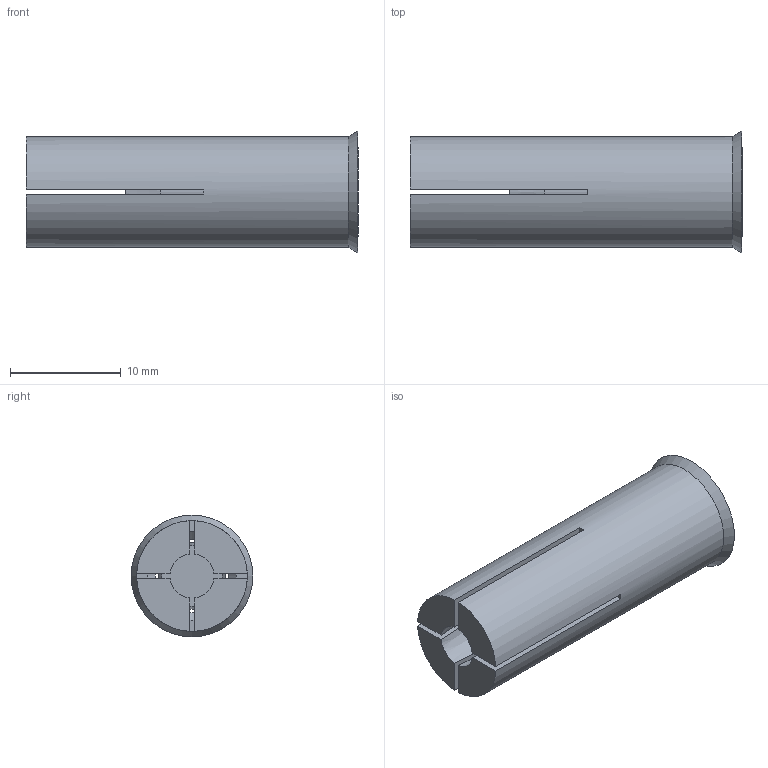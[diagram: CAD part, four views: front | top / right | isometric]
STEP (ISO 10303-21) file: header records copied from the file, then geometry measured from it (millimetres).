
FILE_DESCRIPTION (( 'STEP AP214' ), '1' );
FILE_NAME ('3492023.stp', '2024-01-15T10:40:24', ( '' ), ( '' ), 'SwSTEP 2.0', 'SolidWorks 2022', '' );
FILE_SCHEMA (( 'AUTOMOTIVE_DESIGN' ));
Length unit declared in the file: millimetre
Products named in the file (1): 3492023
Bounding box: 30 x 11 x 11 mm (x, y, z)
Volume: 1610 mm3; surface area: 2318.6 mm2
Topology: 2 solids, 2 shells, 45 faces, 122 edges, 80 vertices
Faces by surface type: cone 22, plane 19, cylinder 4
Full cylindrical faces by diameter (mm): 6 x1, 8 x2, 10 x1
Entity records: 1307 total; most frequent: CARTESIAN_POINT 276, DIRECTION 210, ORIENTED_EDGE 182, EDGE_CURVE 91, AXIS2_PLACEMENT_3D 89, VERTEX_POINT 67, EDGE_LOOP 64, FACE_OUTER_BOUND 49
